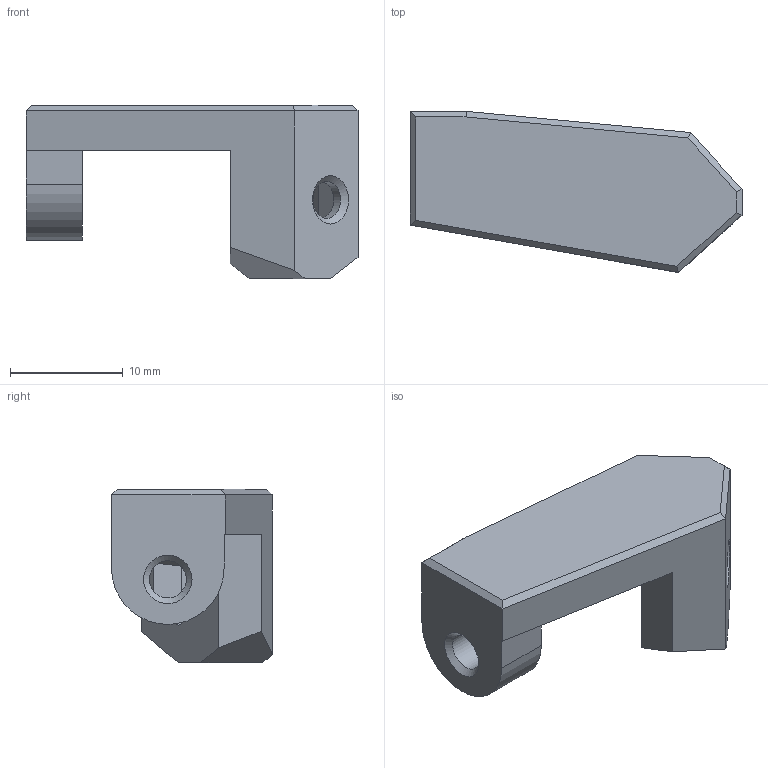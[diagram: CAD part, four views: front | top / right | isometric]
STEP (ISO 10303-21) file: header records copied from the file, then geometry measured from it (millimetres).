
FILE_DESCRIPTION(/* description */ (''),/* implementation_level */ '2;1');
FILE_NAME(/* name */ 'MB-printhead.print-fan-support(Mirror).step',/* time_stamp */ '2023-03-27T17:20:24+02:00',/* author */ (''),/* organization */ (''),/* preprocessor_version */ 'ST-DEVELOPER v19.2',/* originating_system */ 'Autodesk Translation Framework v11.17.0.187',/* authorisation */ '');
FILE_SCHEMA (('AUTOMOTIVE_DESIGN { 1 0 10303 214 3 1 1 }'));
Length unit declared in the file: millimetre
Products named in the file (1): print-fan-support v1(Mirror)
Bounding box: 29.49 x 14.3 x 15.4 mm (x, y, z)
Volume: 2212.8 mm3; surface area: 1619.1 mm2
Topology: 1 solids, 1 shells, 44 faces, 104 edges, 64 vertices
Faces by surface type: plane 37, cylinder 4, cone 3
Full cylindrical faces by diameter (mm): 3.3 x2, 6.3 x1
Entity records: 1280 total; most frequent: CARTESIAN_POINT 213, ORIENTED_EDGE 208, DIRECTION 206, EDGE_CURVE 104, LINE 92, VECTOR 92, VERTEX_POINT 64, AXIS2_PLACEMENT_3D 57
